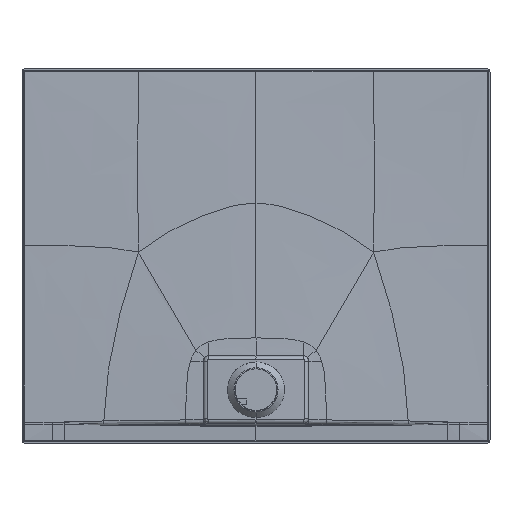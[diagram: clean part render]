
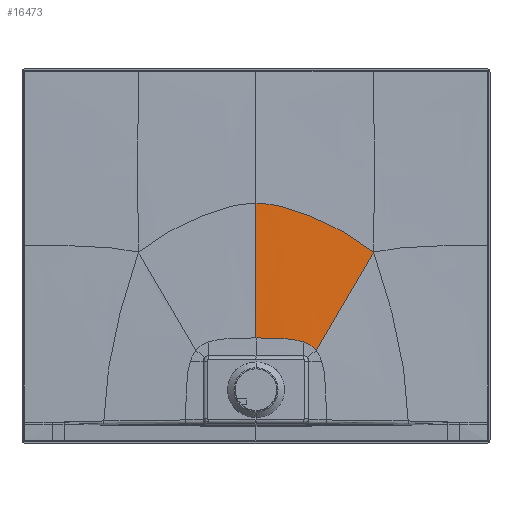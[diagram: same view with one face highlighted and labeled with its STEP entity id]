
A CAD part, front view. The second image highlights one B-rep face of the part: STEP entity #16473.
In plain terms, the highlighted free-form (B-spline) face has degree [3, 3] with [9, 8] control points.
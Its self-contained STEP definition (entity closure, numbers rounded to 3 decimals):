
#1077=CARTESIAN_POINT('',(101.03,-16.499,216.298));
#1078=CARTESIAN_POINT('',(106.845,-16.498,214.315));
#1079=CARTESIAN_POINT('',(117.111,-16.498,209.473));
#1080=CARTESIAN_POINT('',(124.969,-16.498,202.503));
#1081=CARTESIAN_POINT('',(128.373,-16.497,198.392));
#1096=CARTESIAN_POINT('',(0.,-16.499,
225.07));
#1098=CARTESIAN_POINT('',(0.,-16.499,
225.07));
#1099=CARTESIAN_POINT('',(11.658,-16.499,225.07));
#1100=CARTESIAN_POINT('',(33.167,-16.499,224.921));
#1101=CARTESIAN_POINT('',(60.433,-16.499,223.763));
#1102=CARTESIAN_POINT('',(83.121,-16.499,221.184));
#1103=CARTESIAN_POINT('',(95.475,-16.499,218.193));
#1104=CARTESIAN_POINT('',(101.03,-16.499,216.298));
#1106=CARTESIAN_POINT('',(101.03,-16.499,216.298));
#4378=CARTESIAN_POINT('',(251.377,-8.399,408.37));
#4953=CARTESIAN_POINT('',(251.377,-8.399,408.37));
#4954=CARTESIAN_POINT('',(247.429,-8.584,401.907));
#4955=CARTESIAN_POINT('',(239.719,-8.959,389.253));
#4956=CARTESIAN_POINT('',(225.152,-9.722,365.184));
#4957=CARTESIAN_POINT('',(202.094,-11.068,326.565));
#4958=CARTESIAN_POINT('',(176.003,-12.89,281.138));
#4959=CARTESIAN_POINT('',(150.783,-14.787,236.249));
#4960=CARTESIAN_POINT('',(135.666,-15.935,210.367));
#4961=CARTESIAN_POINT('',(128.373,-16.497,198.392));
#4963=DIRECTION('',(0.,-0.023,-1.));
#4964=VECTOR('',#4963,287.579);
#4965=CARTESIAN_POINT('',(0.,-9.749,
512.57));
#4966=LINE('',#4965,#4964);
#5348=CARTESIAN_POINT('',(251.377,-8.399,408.37));
#5349=CARTESIAN_POINT('',(240.247,-8.513,417.191));
#5350=CARTESIAN_POINT('',(217.975,-8.714,433.133));
#5351=CARTESIAN_POINT('',(173.958,-9.028,459.336));
#5352=CARTESIAN_POINT('',(120.491,-9.338,484.742));
#5353=CARTESIAN_POINT('',(58.824,-9.652,506.642));
#5354=CARTESIAN_POINT('',(19.308,-9.749,512.57));
#5355=CARTESIAN_POINT('',(0.,-9.749,
512.57));
#5970=VERTEX_POINT('',#1106);
#5971=VERTEX_POINT('',#1081);
#5972=VERTEX_POINT('',#1096);
#6277=VERTEX_POINT('',#4378);
#6296=CARTESIAN_POINT('',(0.,-9.749,
512.57));
#6297=VERTEX_POINT('',#6296);
#16391=CARTESIAN_POINT('',(-1.33,-16.567,
222.195));
#16392=CARTESIAN_POINT('',(16.979,-16.567,
222.201));
#16393=CARTESIAN_POINT('',(48.735,-16.566,
221.975));
#16394=CARTESIAN_POINT('',(84.731,-16.565,
219.053));
#16395=CARTESIAN_POINT('',(106.422,-16.564,
212.997));
#16396=CARTESIAN_POINT('',(119.907,-16.564,
204.912));
#16397=CARTESIAN_POINT('',(125.433,-16.564,
199.54));
#16398=CARTESIAN_POINT('',(127.964,-16.565,
196.391));
#16399=CARTESIAN_POINT('',(-1.329,-15.982,
247.111));
#16400=CARTESIAN_POINT('',(16.968,-15.982,
247.14));
#16401=CARTESIAN_POINT('',(49.195,-15.984,
246.033));
#16402=CARTESIAN_POINT('',(86.942,-15.993,
239.776));
#16403=CARTESIAN_POINT('',(110.592,-15.999,
230.18));
#16404=CARTESIAN_POINT('',(125.93,-15.993,
219.253));
#16405=CARTESIAN_POINT('',(132.515,-15.985,
212.488));
#16406=CARTESIAN_POINT('',(135.633,-15.98,
208.636));
#16407=CARTESIAN_POINT('',(-1.33,-14.834,
295.984));
#16408=CARTESIAN_POINT('',(16.968,-14.834,
296.057));
#16409=CARTESIAN_POINT('',(50.225,-14.839,
293.227));
#16410=CARTESIAN_POINT('',(91.65,-14.863,
280.653));
#16411=CARTESIAN_POINT('',(119.293,-14.877,
264.694));
#16412=CARTESIAN_POINT('',(138.303,-14.855,
248.89));
#16413=CARTESIAN_POINT('',(146.962,-14.828,
239.78));
#16414=CARTESIAN_POINT('',(151.225,-14.809,
234.737));
#16415=CARTESIAN_POINT('',(-1.332,-13.124,
368.816));
#16416=CARTESIAN_POINT('',(16.973,-13.124,
368.946));
#16417=CARTESIAN_POINT('',(51.849,-13.12,
363.873));
#16418=CARTESIAN_POINT('',(99.28,-13.116,
343.471));
#16419=CARTESIAN_POINT('',(133.671,-13.089,
320.028));
#16420=CARTESIAN_POINT('',(158.88,-13.004,
298.502));
#16421=CARTESIAN_POINT('',(170.982,-12.93,
286.518));
#16422=CARTESIAN_POINT('',(177.122,-12.881,
279.945));
#16423=CARTESIAN_POINT('',(-1.346,-11.718,
428.71));
#16424=CARTESIAN_POINT('',(17.127,-11.719,
428.869));
#16425=CARTESIAN_POINT('',(53.515,-11.686,
422.723));
#16426=CARTESIAN_POINT('',(106.371,-11.585,
398.879));
#16427=CARTESIAN_POINT('',(147.557,-11.457,
372.068));
#16428=CARTESIAN_POINT('',(179.496,-11.272,
347.166));
#16429=CARTESIAN_POINT('',(195.399,-11.136,
333.01));
#16430=CARTESIAN_POINT('',(203.585,-11.053,
325.138));
#16431=CARTESIAN_POINT('',(-1.38,-10.733,
470.637));
#16432=CARTESIAN_POINT('',(17.563,-10.735,
470.798));
#16433=CARTESIAN_POINT('',(55.488,-10.672,
464.564));
#16434=CARTESIAN_POINT('',(112.719,-10.468,
440.796));
#16435=CARTESIAN_POINT('',(159.697,-10.247,
413.935));
#16436=CARTESIAN_POINT('',(197.685,-9.986,
387.796));
#16437=CARTESIAN_POINT('',(216.996,-9.809,
372.34));
#16438=CARTESIAN_POINT('',(226.967,-9.703,
363.602));
#16439=CARTESIAN_POINT('',(-1.412,-10.156,
495.235));
#16440=CARTESIAN_POINT('',(17.958,-10.158,
495.392));
#16441=CARTESIAN_POINT('',(57.007,-10.075,
489.299));
#16442=CARTESIAN_POINT('',(117.048,-9.806,
466.298));
#16443=CARTESIAN_POINT('',(167.737,-9.531,
440.087));
#16444=CARTESIAN_POINT('',(209.6,-9.232,
413.563));
#16445=CARTESIAN_POINT('',(231.053,-9.035,
397.436));
#16446=CARTESIAN_POINT('',(242.123,-8.917,
388.229));
#16447=CARTESIAN_POINT('',(-1.432,-9.86,
507.854));
#16448=CARTESIAN_POINT('',(18.216,-9.862,
508.007));
#16449=CARTESIAN_POINT('',(57.934,-9.769,
502.051));
#16450=CARTESIAN_POINT('',(119.514,-9.465,
479.688));
#16451=CARTESIAN_POINT('',(172.213,-9.164,
454.035));
#16452=CARTESIAN_POINT('',(216.154,-8.85,
427.423));
#16453=CARTESIAN_POINT('',(238.734,-8.644,
410.984));
#16454=CARTESIAN_POINT('',(250.372,-8.522,
401.553));
#16455=CARTESIAN_POINT('',(-1.444,-9.704,
514.483));
#16456=CARTESIAN_POINT('',(18.368,-9.707,
514.634));
#16457=CARTESIAN_POINT('',(58.465,-9.608,
508.766));
#16458=CARTESIAN_POINT('',(120.885,-9.286,
486.796));
#16459=CARTESIAN_POINT('',(174.665,-8.973,
461.489));
#16460=CARTESIAN_POINT('',(219.712,-8.651,
434.855));
#16461=CARTESIAN_POINT('',(242.883,-8.442,
418.259));
#16462=CARTESIAN_POINT('',(254.816,-8.317,
408.717));
#16463=B_SPLINE_SURFACE_WITH_KNOTS('',3,3,((#16391,#16392,#16393,#16394,#16395,
#16396,#16397,#16398),(#16399,#16400,#16401,#16402,#16403,#16404,#16405,#16406),
(#16407,#16408,#16409,#16410,#16411,#16412,#16413,#16414),(#16415,#16416,#16417,
#16418,#16419,#16420,#16421,#16422),(#16423,#16424,#16425,#16426,#16427,#16428,
#16429,#16430),(#16431,#16432,#16433,#16434,#16435,#16436,#16437,#16438),
(#16439,#16440,#16441,#16442,#16443,#16444,#16445,#16446),(#16447,#16448,#16449,
#16450,#16451,#16452,#16453,#16454),(#16455,#16456,#16457,#16458,#16459,#16460,
#16461,#16462)),.UNSPECIFIED.,.F.,.F.,.F.,(4,1,1,1,1,1,4),(4,1,1,1,1,4),(
-0.005,0.125,0.25,0.375,0.438,0.469,0.503),
(-0.003,0.125,0.25,0.375,0.438,0.504),
.UNSPECIFIED.);
#16465=ORIENTED_EDGE('',*,*,#16464,.F.);
#16467=ORIENTED_EDGE('',*,*,#16466,.F.);
#16468=ORIENTED_EDGE('',*,*,#16206,.T.);
#16469=ORIENTED_EDGE('',*,*,#7866,.F.);
#16470=ORIENTED_EDGE('',*,*,#7925,.F.);
#16471=EDGE_LOOP('',(#16465,#16467,#16468,#16469,#16470));
#16472=FACE_OUTER_BOUND('',#16471,.F.);
#16473=ADVANCED_FACE('',(#16472),#16463,.F.);
#1082=B_SPLINE_CURVE_WITH_KNOTS('',3,(#1077,#1078,#1079,#1080,#1081),
.UNSPECIFIED.,.F.,.F.,(4,1,4),(0.,0.5,1.),.UNSPECIFIED.);
#1105=B_SPLINE_CURVE_WITH_KNOTS('',3,(#1098,#1099,#1100,#1101,#1102,#1103,
#1104),.UNSPECIFIED.,.F.,.F.,(4,1,1,1,4),(0.,0.25,
0.5,0.75,1.),.UNSPECIFIED.);
#4962=B_SPLINE_CURVE_WITH_KNOTS('',3,(#4953,#4954,#4955,#4956,#4957,#4958,#4959,
#4960,#4961),.UNSPECIFIED.,.F.,.F.,(4,1,1,1,1,1,4),(0.,0.063,
0.125,0.25,0.5,0.75,1.),
.UNSPECIFIED.);
#5356=B_SPLINE_CURVE_WITH_KNOTS('',3,(#5348,#5349,#5350,#5351,#5352,#5353,#5354,
#5355),.UNSPECIFIED.,.F.,.F.,(4,1,1,1,1,4),(0.,0.125,
0.25,0.5,0.75,1.),.UNSPECIFIED.);
#7866=EDGE_CURVE('',#5970,#5971,#1082,.T.);
#7925=EDGE_CURVE('',#5972,#5970,#1105,.T.);
#16206=EDGE_CURVE('',#6277,#5971,#4962,.T.);
#16464=EDGE_CURVE('',#6297,#5972,#4966,.T.);
#16466=EDGE_CURVE('',#6277,#6297,#5356,.T.);
